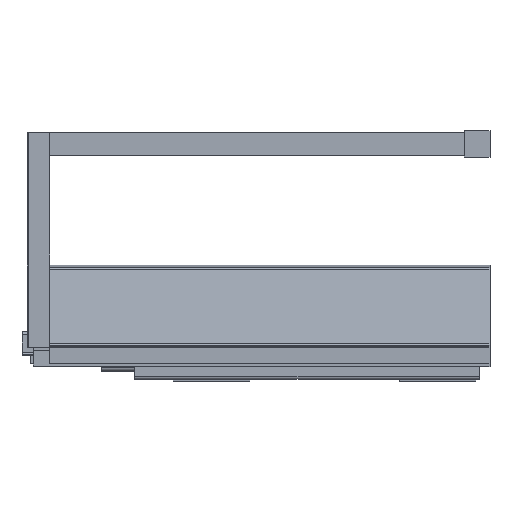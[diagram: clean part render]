
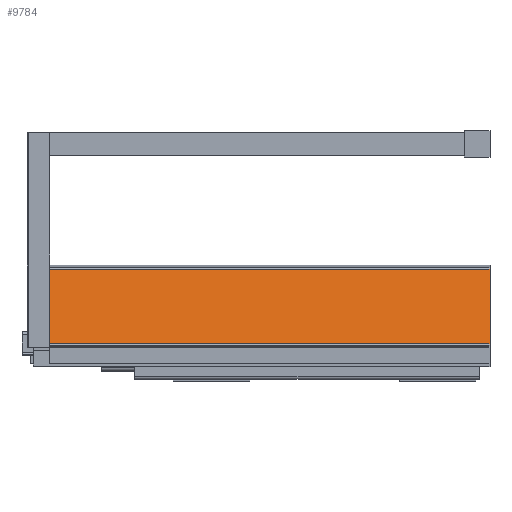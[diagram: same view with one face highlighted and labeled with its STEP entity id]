
A CAD part, top view. The second image highlights one B-rep face of the part: STEP entity #9784.
In plain terms, the highlighted planar face has unit normal (0, 0.208, 0.978).
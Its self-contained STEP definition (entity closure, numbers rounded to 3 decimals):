
#303 = CARTESIAN_POINT ( 'NONE',  ( 0., 17.084, 34.466 ) ) ;
#310 = DIRECTION ( 'NONE',  ( 1., 0., 0. ) ) ;
#719 = DIRECTION ( 'NONE',  ( 0., 0.208, 0.978 ) ) ;
#839 = DIRECTION ( 'NONE',  ( 0., -0.978, 0.208 ) ) ;
#845 = DIRECTION ( 'NONE',  ( 0., -0.978, 0.208 ) ) ;
#1017 = LINE ( 'NONE', #303, #9745 ) ;
#1470 = LINE ( 'NONE', #9340, #6618 ) ;
#1747 = CARTESIAN_POINT ( 'NONE',  ( 0., 80.422, 21.003 ) ) ;
#1810 = EDGE_CURVE ( 'NONE', #6524, #12411, #2641, .T. ) ;
#2441 = CARTESIAN_POINT ( 'NONE',  ( 0., 17.084, 34.466 ) ) ;
#2641 = LINE ( 'NONE', #6469, #3377 ) ;
#3218 = EDGE_CURVE ( 'NONE', #6524, #3957, #1470, .T. ) ;
#3231 = DIRECTION ( 'NONE',  ( 1., 0., 0. ) ) ;
#3377 = VECTOR ( 'NONE', #6596, 1000. ) ;
#3841 = PLANE ( 'NONE',  #10432 ) ;
#3957 = VERTEX_POINT ( 'NONE', #6238 ) ;
#4188 = ORIENTED_EDGE ( 'NONE', *, *, #6057, .T. ) ;
#6057 = EDGE_CURVE ( 'NONE', #12411, #8838, #1017, .T. ) ;
#6238 = CARTESIAN_POINT ( 'NONE',  ( 0., 80.422, 21.003 ) ) ;
#6469 = CARTESIAN_POINT ( 'NONE',  ( -375.5, 80.422, 21.003 ) ) ;
#6524 = VERTEX_POINT ( 'NONE', #7375 ) ;
#6596 = DIRECTION ( 'NONE',  ( 0., -0.978, 0.208 ) ) ;
#6618 = VECTOR ( 'NONE', #310, 1000. ) ;
#6713 = VECTOR ( 'NONE', #839, 1000. ) ;
#7375 = CARTESIAN_POINT ( 'NONE',  ( -375.5, 80.422, 21.003 ) ) ;
#7804 = CARTESIAN_POINT ( 'NONE',  ( -392., 80.422, 21.003 ) ) ;
#8445 = ORIENTED_EDGE ( 'NONE', *, *, #8528, .F. ) ;
#8528 = EDGE_CURVE ( 'NONE', #3957, #8838, #12470, .T. ) ;
#8838 = VERTEX_POINT ( 'NONE', #2441 ) ;
#9340 = CARTESIAN_POINT ( 'NONE',  ( -392., 80.422, 21.003 ) ) ;
#9345 = EDGE_LOOP ( 'NONE', ( #11885, #11164, #4188, #8445 ) ) ;
#9745 = VECTOR ( 'NONE', #3231, 1000. ) ;
#9784 = ADVANCED_FACE ( 'NONE', ( #11746 ), #3841, .T. ) ;
#10432 = AXIS2_PLACEMENT_3D ( 'NONE', #7804, #719, #845 ) ;
#11164 = ORIENTED_EDGE ( 'NONE', *, *, #1810, .T. ) ;
#11414 = CARTESIAN_POINT ( 'NONE',  ( -375.5, 17.084, 34.466 ) ) ;
#11746 = FACE_OUTER_BOUND ( 'NONE', #9345, .T. ) ;
#11885 = ORIENTED_EDGE ( 'NONE', *, *, #3218, .F. ) ;
#12411 = VERTEX_POINT ( 'NONE', #11414 ) ;
#12470 = LINE ( 'NONE', #1747, #6713 ) ;
